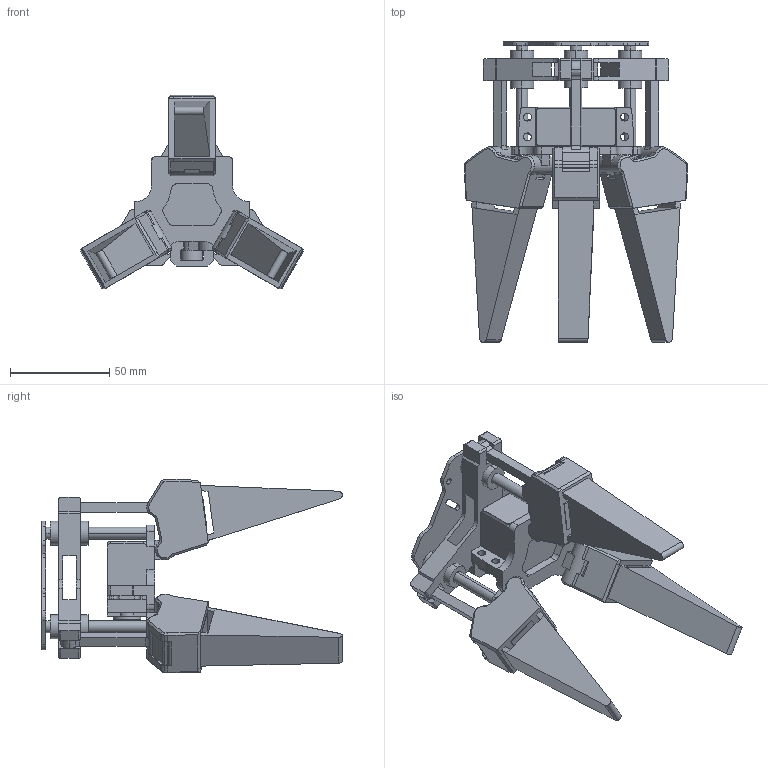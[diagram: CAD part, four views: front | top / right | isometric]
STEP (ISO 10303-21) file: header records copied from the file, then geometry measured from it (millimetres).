
FILE_DESCRIPTION( ('This file contains a STEP AP42 implementation' ,'as created by ZW3D STEP Interface translator.') ,'2;1' );
FILE_NAME( 'FAE386M 三指舵机1.stp' ,'2112 9.1656 9', (''), ('ZWCAD Software Co.'), 'Version 1.0', 'ZW3D to STEP translator', '' );
FILE_SCHEMA(('AUTOMOTIVE_DESIGN { 1 0 10303 214 1 1 1 1 }'));
Length unit declared in the file: millimetre
Products named in the file (2): 0; FAE386M 三指舵机
Bounding box: 112.6 x 151.61 x 97.88 mm (x, y, z)
Volume: 195929.7 mm3; surface area: 63644.5 mm2
Topology: 3 solids, 3 shells, 831 faces, 2346 edges, 1528 vertices
Faces by surface type: plane 323, cylinder 314, bspline 194
Full cylindrical faces by diameter (mm): 3 x1
Entity records: 32471 total; most frequent: CARTESIAN_POINT 11302, ORIENTED_EDGE 4692, DIRECTION 3475, EDGE_CURVE 2346, VERTEX_POINT 1528, VECTOR 1469, LINE 1469, AXIS2_PLACEMENT_3D 1003
